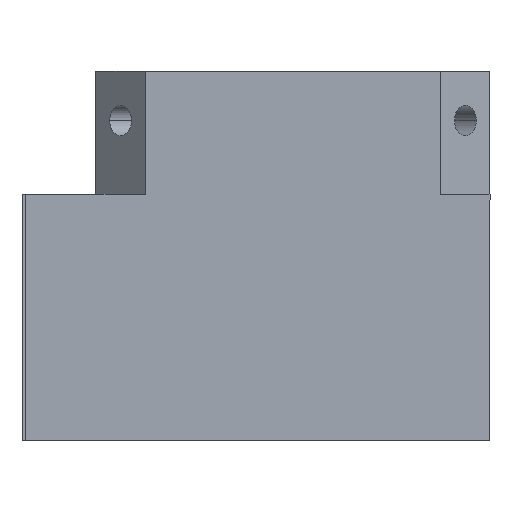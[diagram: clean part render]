
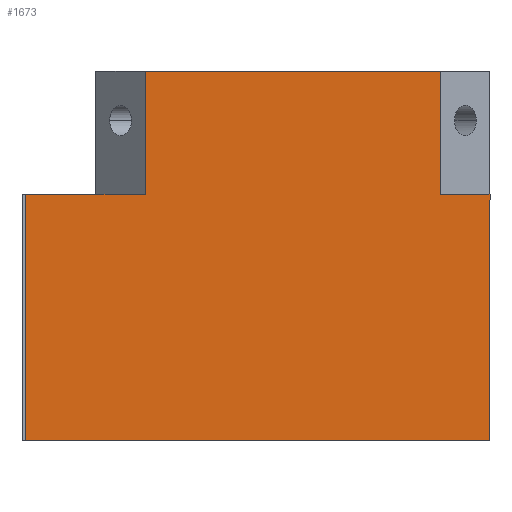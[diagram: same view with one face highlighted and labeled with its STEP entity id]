
A CAD part, front view. The second image highlights one B-rep face of the part: STEP entity #1673.
In plain terms, the highlighted planar face has unit normal (0, -1, 0).
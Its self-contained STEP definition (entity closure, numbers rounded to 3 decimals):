
#11 = CARTESIAN_POINT ( 'NONE',  ( -21.7, -16., -20. ) ) ;
#36 = DIRECTION ( 'NONE',  ( 0., 0., 1. ) ) ;
#48 = DIRECTION ( 'NONE',  ( 1., 0., 0. ) ) ;
#103 = VERTEX_POINT ( 'NONE', #898 ) ;
#143 = ORIENTED_EDGE ( 'NONE', *, *, #503, .F. ) ;
#169 = CARTESIAN_POINT ( 'NONE',  ( 16., -16., 0. ) ) ;
#176 = LINE ( 'NONE', #1454, #2271 ) ;
#183 = VERTEX_POINT ( 'NONE', #2291 ) ;
#197 = ORIENTED_EDGE ( 'NONE', *, *, #1777, .F. ) ;
#259 = ORIENTED_EDGE ( 'NONE', *, *, #1221, .T. ) ;
#308 = DIRECTION ( 'NONE',  ( 0., 1., 0. ) ) ;
#443 = ORIENTED_EDGE ( 'NONE', *, *, #1164, .F. ) ;
#446 = CARTESIAN_POINT ( 'NONE',  ( 16., -16., -20. ) ) ;
#503 = EDGE_CURVE ( 'NONE', #103, #1211, #2839, .T. ) ;
#577 = CARTESIAN_POINT ( 'NONE',  ( -16., -16., 10. ) ) ;
#594 = VERTEX_POINT ( 'NONE', #1005 ) ;
#650 = VECTOR ( 'NONE', #3316, 1000. ) ;
#657 = FACE_OUTER_BOUND ( 'NONE', #1088, .T. ) ;
#679 = CARTESIAN_POINT ( 'NONE',  ( 16., -16., 10. ) ) ;
#744 = EDGE_CURVE ( 'NONE', #2551, #183, #2702, .T. ) ;
#750 = LINE ( 'NONE', #2515, #3461 ) ;
#877 = VECTOR ( 'NONE', #2087, 1000. ) ;
#898 = CARTESIAN_POINT ( 'NONE',  ( 16., -16., 0. ) ) ;
#899 = ORIENTED_EDGE ( 'NONE', *, *, #2946, .F. ) ;
#964 = DIRECTION ( 'NONE',  ( 0., 0., -1. ) ) ;
#1001 = EDGE_CURVE ( 'NONE', #594, #103, #176, .T. ) ;
#1005 = CARTESIAN_POINT ( 'NONE',  ( 12., -16., 0. ) ) ;
#1088 = EDGE_LOOP ( 'NONE', ( #1997, #1151, #899, #1425, #259, #443, #197, #143 ) ) ;
#1151 = ORIENTED_EDGE ( 'NONE', *, *, #3260, .T. ) ;
#1164 = EDGE_CURVE ( 'NONE', #3135, #2751, #1855, .T. ) ;
#1211 = VERTEX_POINT ( 'NONE', #446 ) ;
#1221 = EDGE_CURVE ( 'NONE', #2551, #2751, #2948, .T. ) ;
#1329 = VECTOR ( 'NONE', #964, 1000. ) ;
#1425 = ORIENTED_EDGE ( 'NONE', *, *, #744, .F. ) ;
#1454 = CARTESIAN_POINT ( 'NONE',  ( 16., -16., 0. ) ) ;
#1577 = CARTESIAN_POINT ( 'NONE',  ( -12., -16., 0. ) ) ;
#1673 = ADVANCED_FACE ( 'NONE', ( #657 ), #2481, .F. ) ;
#1714 = CARTESIAN_POINT ( 'NONE',  ( 16., -16., -20. ) ) ;
#1777 = EDGE_CURVE ( 'NONE', #1211, #3135, #2093, .T. ) ;
#1851 = DIRECTION ( 'NONE',  ( 0., 0., 1. ) ) ;
#1855 = LINE ( 'NONE', #2857, #3212 ) ;
#1997 = ORIENTED_EDGE ( 'NONE', *, *, #1001, .F. ) ;
#2087 = DIRECTION ( 'NONE',  ( -1., 0., 0. ) ) ;
#2093 = LINE ( 'NONE', #1714, #650 ) ;
#2144 = CARTESIAN_POINT ( 'NONE',  ( -21.7, -16., 0. ) ) ;
#2217 = DIRECTION ( 'NONE',  ( 0., 0., 1. ) ) ;
#2224 = LINE ( 'NONE', #577, #2774 ) ;
#2271 = VECTOR ( 'NONE', #48, 1000. ) ;
#2291 = CARTESIAN_POINT ( 'NONE',  ( -12., -16., 10. ) ) ;
#2389 = CARTESIAN_POINT ( 'NONE',  ( -12., -16., 0. ) ) ;
#2481 = PLANE ( 'NONE',  #3275 ) ;
#2515 = CARTESIAN_POINT ( 'NONE',  ( 12., -16., 0. ) ) ;
#2551 = VERTEX_POINT ( 'NONE', #1577 ) ;
#2702 = LINE ( 'NONE', #2389, #3266 ) ;
#2751 = VERTEX_POINT ( 'NONE', #2144 ) ;
#2774 = VECTOR ( 'NONE', #3305, 1000. ) ;
#2839 = LINE ( 'NONE', #679, #1329 ) ;
#2842 = VERTEX_POINT ( 'NONE', #3532 ) ;
#2857 = CARTESIAN_POINT ( 'NONE',  ( -21.7, -16., -20. ) ) ;
#2946 = EDGE_CURVE ( 'NONE', #183, #2842, #2224, .T. ) ;
#2948 = LINE ( 'NONE', #169, #877 ) ;
#3135 = VERTEX_POINT ( 'NONE', #11 ) ;
#3212 = VECTOR ( 'NONE', #3407, 1000. ) ;
#3260 = EDGE_CURVE ( 'NONE', #594, #2842, #750, .T. ) ;
#3266 = VECTOR ( 'NONE', #1851, 1000. ) ;
#3275 = AXIS2_PLACEMENT_3D ( 'NONE', #3304, #308, #2217 ) ;
#3304 = CARTESIAN_POINT ( 'NONE',  ( -16., -16., 10. ) ) ;
#3305 = DIRECTION ( 'NONE',  ( 1., 0., 0. ) ) ;
#3316 = DIRECTION ( 'NONE',  ( -1., 0., 0. ) ) ;
#3407 = DIRECTION ( 'NONE',  ( 0., 0., 1. ) ) ;
#3461 = VECTOR ( 'NONE', #36, 1000. ) ;
#3532 = CARTESIAN_POINT ( 'NONE',  ( 12., -16., 10. ) ) ;
